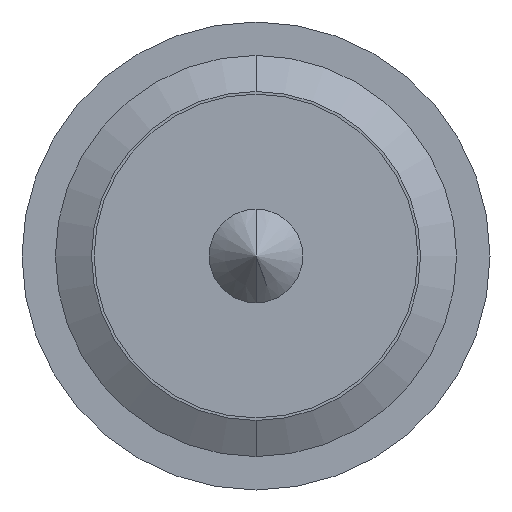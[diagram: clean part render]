
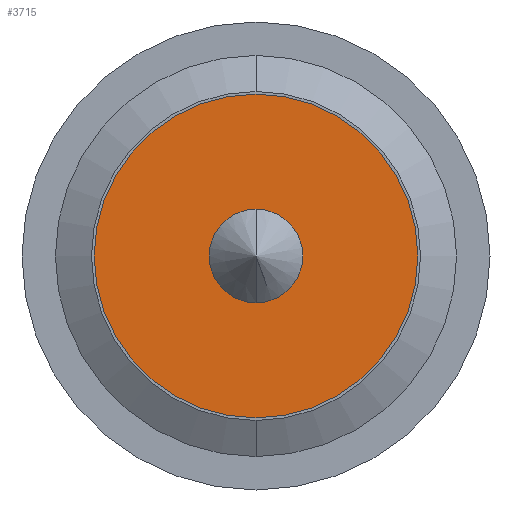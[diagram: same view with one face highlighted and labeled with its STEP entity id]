
A CAD part, front view. The second image highlights one B-rep face of the part: STEP entity #3715.
In plain terms, the highlighted planar face has unit normal (0, -1, 0).
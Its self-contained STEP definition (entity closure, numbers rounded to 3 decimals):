
#83 = CARTESIAN_POINT ( 'NONE',  ( 0., -0.25, 0. ) ) ;
#100 = CARTESIAN_POINT ( 'NONE',  ( 0., -0.25, 0.35 ) ) ;
#155 = VERTEX_POINT ( 'NONE', #2486 ) ;
#359 = EDGE_CURVE ( 'Defeature ausgef�hrt2_56+Defeature ausgef�hrt2_58+Defeature ausgef�hrt2_58+Defeature ausgef�hrt2_58', #1233, #511, #4242, .T. ) ;
#511 = VERTEX_POINT ( 'NONE', #4457 ) ;
#613 = CARTESIAN_POINT ( 'NONE',  ( 0., -0.25, 0. ) ) ;
#766 = FACE_BOUND ( 'NONE', #1108, .T. ) ;
#828 = DIRECTION ( 'NONE',  ( 0., 0., 1. ) ) ;
#864 = ORIENTED_EDGE ( 'NONE', *, *, #4522, .F. ) ;
#907 = AXIS2_PLACEMENT_3D ( 'NONE', #2433, #3560, #4370 ) ;
#974 = DIRECTION ( 'NONE',  ( 0., 1., 0. ) ) ;
#982 = ORIENTED_EDGE ( 'NONE', *, *, #359, .T. ) ;
#1003 = FACE_OUTER_BOUND ( 'NONE', #3949, .T. ) ;
#1108 = EDGE_LOOP ( 'NONE', ( #4393, #982 ) ) ;
#1211 = AXIS2_PLACEMENT_3D ( 'NONE', #613, #974, #4003 ) ;
#1233 = VERTEX_POINT ( 'NONE', #100 ) ;
#1234 = CARTESIAN_POINT ( 'NONE',  ( 0., -0.25, 0. ) ) ;
#1285 = DIRECTION ( 'NONE',  ( 0., 0., 1. ) ) ;
#1294 = EDGE_CURVE ( 'Defeature ausgef�hrt2_56+Defeature ausgef�hrt2_58+Defeature ausgef�hrt2_58+Defeature ausgef�hrt2_58', #511, #1233, #1957, .T. ) ;
#1781 = AXIS2_PLACEMENT_3D ( 'NONE', #83, #3102, #828 ) ;
#1872 = DIRECTION ( 'NONE',  ( 0., 0., 1. ) ) ;
#1957 = CIRCLE ( 'NONE', #1781, 0.35 ) ;
#2118 = ORIENTED_EDGE ( 'NONE', *, *, #4233, .F. ) ;
#2241 = CIRCLE ( 'NONE', #3483, 1.21 ) ;
#2393 = DIRECTION ( 'NONE',  ( 0., 1., 0. ) ) ;
#2433 = CARTESIAN_POINT ( 'NONE',  ( 0.355, -0.25, 0. ) ) ;
#2486 = CARTESIAN_POINT ( 'NONE',  ( 0., -0.25, -1.21 ) ) ;
#2568 = VERTEX_POINT ( 'NONE', #2595 ) ;
#2595 = CARTESIAN_POINT ( 'NONE',  ( 0., -0.25, 1.21 ) ) ;
#2987 = DIRECTION ( 'NONE',  ( 0., 1., 0. ) ) ;
#3102 = DIRECTION ( 'NONE',  ( 0., 1., 0. ) ) ;
#3483 = AXIS2_PLACEMENT_3D ( 'NONE', #1234, #2393, #1285 ) ;
#3560 = DIRECTION ( 'NONE',  ( 0., 1., 0. ) ) ;
#3715 = ADVANCED_FACE ( 'Defeature ausgef�hrt2_56', ( #766, #1003 ), #4353, .F. ) ;
#3949 = EDGE_LOOP ( 'NONE', ( #864, #2118 ) ) ;
#4003 = DIRECTION ( 'NONE',  ( 0., 0., 1. ) ) ;
#4144 = CARTESIAN_POINT ( 'NONE',  ( 0., -0.25, 0. ) ) ;
#4188 = AXIS2_PLACEMENT_3D ( 'NONE', #4144, #2987, #1872 ) ;
#4202 = CIRCLE ( 'NONE', #4188, 1.21 ) ;
#4233 = EDGE_CURVE ( 'Defeature ausgef�hrt2_55+Defeature ausgef�hrt2_56+Defeature ausgef�hrt2_56+Defeature ausgef�hrt2_56', #155, #2568, #2241, .T. ) ;
#4242 = CIRCLE ( 'NONE', #1211, 0.35 ) ;
#4353 = PLANE ( 'NONE',  #907 ) ;
#4370 = DIRECTION ( 'NONE',  ( 0., 0., 1. ) ) ;
#4393 = ORIENTED_EDGE ( 'NONE', *, *, #1294, .T. ) ;
#4457 = CARTESIAN_POINT ( 'NONE',  ( 0., -0.25, -0.35 ) ) ;
#4522 = EDGE_CURVE ( 'Defeature ausgef�hrt2_55+Defeature ausgef�hrt2_56+Defeature ausgef�hrt2_56+Defeature ausgef�hrt2_56', #2568, #155, #4202, .T. ) ;
